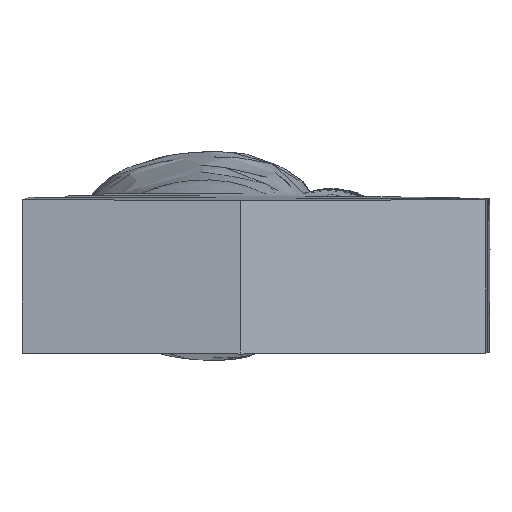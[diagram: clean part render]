
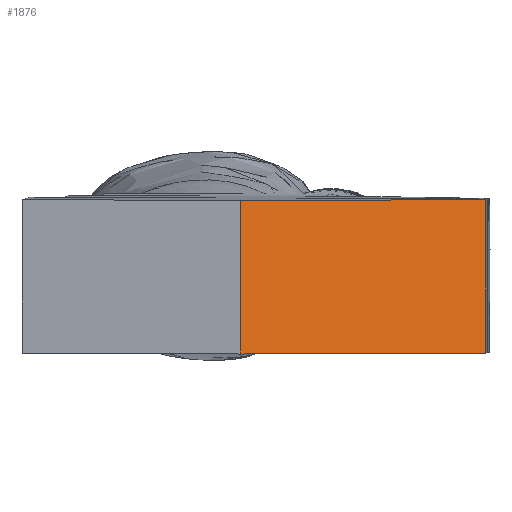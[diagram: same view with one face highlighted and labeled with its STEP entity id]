
A CAD part, front view. The second image highlights one B-rep face of the part: STEP entity #1876.
In plain terms, the highlighted planar face has unit normal (0.424, -0.906, -0.014).
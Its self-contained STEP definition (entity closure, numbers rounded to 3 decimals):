
#1876=ADVANCED_FACE('0:83',(#4165),#4166,.F.);
#4165=FACE_OUTER_BOUND('',#30665,.T.);
#4166=PLANE('',#30666);
#30665=EDGE_LOOP('',(#51190,#51191,#51192,#51193));
#30666=AXIS2_PLACEMENT_3D('',#51194,#51195,#51196);
#51190=ORIENTED_EDGE('',*,*,#56203,.F.);
#51191=ORIENTED_EDGE('',*,*,#56204,.F.);
#51192=ORIENTED_EDGE('',*,*,#56205,.T.);
#51193=ORIENTED_EDGE('',*,*,#56206,.T.);
#51194=CARTESIAN_POINT('',(43.359,-214.336,111.333));
#51195=DIRECTION('',(-0.424,0.906,0.014));
#51196=DIRECTION('',(-0.906,-0.424,0.0));
#56203=EDGE_CURVE('',#60247,#60248,#60249,.T.);
#56204=EDGE_CURVE('',#60250,#60247,#60251,.F.);
#56205=EDGE_CURVE('',#60250,#60252,#60253,.T.);
#56206=EDGE_CURVE('',#60252,#60248,#60254,.F.);
#60247=VERTEX_POINT('',#86050);
#60248=VERTEX_POINT('',#86051);
#60249=LINE('',#86052,#86053);
#60250=VERTEX_POINT('',#86054);
#60251=LINE('',#86055,#86056);
#60252=VERTEX_POINT('',#86057);
#60253=LINE('',#86058,#86059);
#60254=LINE('',#86060,#86061);
#86050=CARTESIAN_POINT('',(43.359,-214.336,111.333));
#86051=CARTESIAN_POINT('',(43.301,-214.092,93.555));
#86052=CARTESIAN_POINT('',(43.359,-214.336,111.333));
#86053=VECTOR('',#96110,1.0);
#86054=CARTESIAN_POINT('',(14.981,-227.618,111.242));
#86055=CARTESIAN_POINT('',(13.111,-228.493,111.236));
#86056=VECTOR('',#96111,1.0);
#86057=CARTESIAN_POINT('',(14.924,-227.374,93.463));
#86058=CARTESIAN_POINT('',(14.981,-227.618,111.242));
#86059=VECTOR('',#96112,1.);
#86060=CARTESIAN_POINT('',(13.054,-228.249,93.457));
#86061=VECTOR('',#96113,1.0);
#96110=DIRECTION('',(-0.003,0.014,-1.));
#96111=DIRECTION('',(-0.906,-0.424,-0.003));
#96112=DIRECTION('',(-0.003,0.014,-1.));
#96113=DIRECTION('',(-0.906,-0.424,-0.003));
